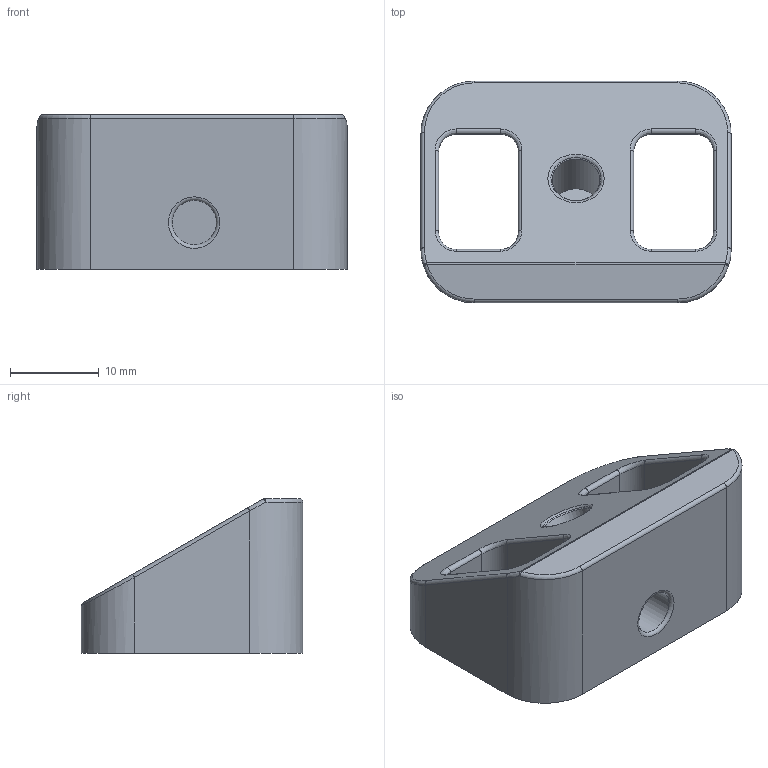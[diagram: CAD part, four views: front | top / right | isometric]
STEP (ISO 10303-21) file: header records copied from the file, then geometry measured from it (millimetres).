
FILE_DESCRIPTION(/* description */ (''),/* implementation_level */ '2;1');
FILE_NAME(/* name */ 'Led strip v3 Mount.step',/* time_stamp */ '2024-09-10T04:08:21+01:00',/* author */ (''),/* organization */ (''),/* preprocessor_version */ 'ST-DEVELOPER v20',/* originating_system */ 'Autodesk Translation Framework v13.14.0.145',/* authorisation */ '');
FILE_SCHEMA (('AUTOMOTIVE_DESIGN { 1 0 10303 214 3 1 1 }'));
Length unit declared in the file: millimetre
Products named in the file (2): LEd strip; Magnetic Mount
Assembly tree (1 placements, depth 2):
  LEd strip
    Magnetic Mount
Bounding box: 35 x 25 x 17.46 mm (x, y, z)
Volume: 7420 mm3; surface area: 3845.3 mm2
Topology: 1 solids, 1 shells, 64 faces, 148 edges, 88 vertices
Faces by surface type: cylinder 27, plane 17, bspline 14, torus 4, sphere 2
Full cylindrical faces by diameter (mm): 5 x1, 5.4 x1
Entity records: 2370 total; most frequent: CARTESIAN_POINT 854, DIRECTION 332, ORIENTED_EDGE 296, EDGE_CURVE 148, AXIS2_PLACEMENT_3D 134, VERTEX_POINT 88, EDGE_LOOP 70, LINE 64
